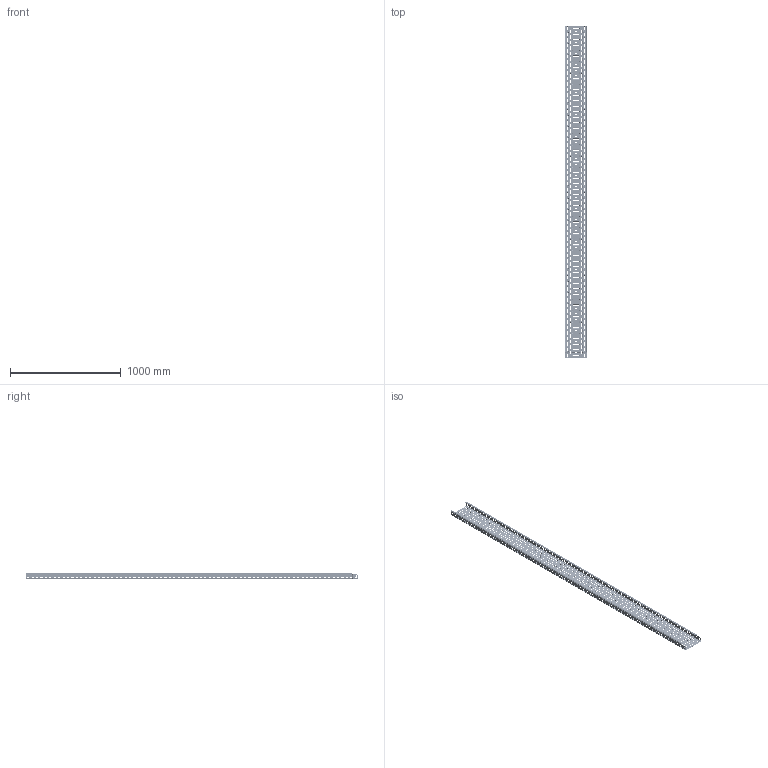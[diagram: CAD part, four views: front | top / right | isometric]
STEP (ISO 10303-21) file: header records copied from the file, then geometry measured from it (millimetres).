
FILE_DESCRIPTION(/* description */ (''),/* implementation_level */ '2;1');
FILE_NAME(/* name */ 'KGL200H50_3.stp',/* time_stamp */ '2020-03-24T14:59:18+01:00',/* author */ ('stanislaw.luczak'),/* organization */ (''),/* preprocessor_version */ 'ST-DEVELOPER v18',/* originating_system */ 'Autodesk Inventor 2020',/* authorisation */ '');
FILE_SCHEMA (('AUTOMOTIVE_DESIGN { 1 0 10303 214 3 1 1 }'));
Products named in the file (1): KGL_KGOL200H60_3
Bounding box: 201.4 x 3000 x 51.51 mm (x, y, z)
Volume: 605610.1 mm3; surface area: 1765052.4 mm2
Topology: 1 solids, 1 shells, 12142 faces, 29178 edges, 17826 vertices
Faces by surface type: plane 4341, cylinder 4185, torus 2392, cone 1192, bspline 32
Full cylindrical faces by diameter (mm): 11 x44
Entity records: 355855 total; most frequent: DIRECTION 66492, CARTESIAN_POINT 60817, ORIENTED_EDGE 58356, EDGE_CURVE 29178, AXIS2_PLACEMENT_3D 25249, VERTEX_POINT 17826, LINE 15994, VECTOR 15994
